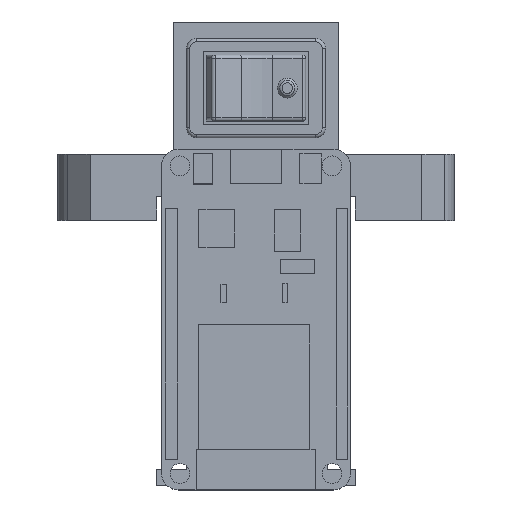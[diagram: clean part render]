
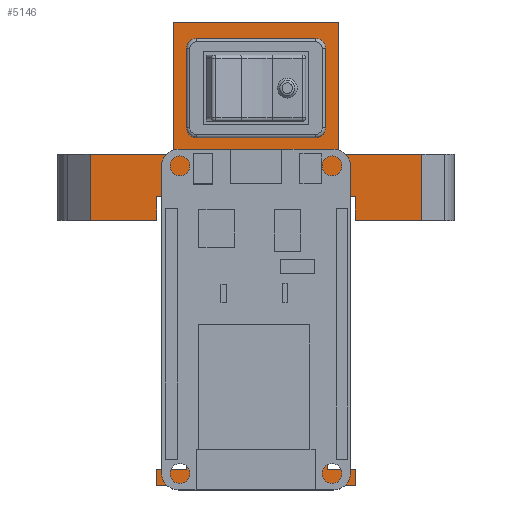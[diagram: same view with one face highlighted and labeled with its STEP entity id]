
A CAD part, top view. The second image highlights one B-rep face of the part: STEP entity #5146.
In plain terms, the highlighted planar face has unit normal (0, 0, 1).
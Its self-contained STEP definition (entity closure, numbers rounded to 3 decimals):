
#122=FACE_BOUND('',#1106,.T.);
#740=FACE_OUTER_BOUND('',#1105,.T.);
#1105=EDGE_LOOP('',(#4478,#4479,#4480,#4481,#4482,#4483,#4484,#4485,#4486,
#4487,#4488,#4489,#4490,#4491,#4492,#4493,#4494,#4495,#4496,#4497));
#1106=EDGE_LOOP('',(#4498,#4499,#4500,#4501));
#1584=LINE('',#8302,#2113);
#1588=LINE('',#8313,#2117);
#1591=LINE('',#8319,#2120);
#1594=LINE('',#8325,#2123);
#1596=LINE('',#8328,#2125);
#1597=LINE('',#8331,#2126);
#1598=LINE('',#8333,#2127);
#1599=LINE('',#8335,#2128);
#1600=LINE('',#8337,#2129);
#1601=LINE('',#8339,#2130);
#1602=LINE('',#8341,#2131);
#1603=LINE('',#8343,#2132);
#1604=LINE('',#8345,#2133);
#1605=LINE('',#8347,#2134);
#1606=LINE('',#8349,#2135);
#1607=LINE('',#8351,#2136);
#1608=LINE('',#8353,#2137);
#1609=LINE('',#8355,#2138);
#1610=LINE('',#8357,#2139);
#1611=LINE('',#8359,#2140);
#1612=LINE('',#8361,#2141);
#1613=LINE('',#8363,#2142);
#1614=LINE('',#8365,#2143);
#1615=LINE('',#8366,#2144);
#2113=VECTOR('',#6895,10.);
#2117=VECTOR('',#6903,10.);
#2120=VECTOR('',#6908,10.);
#2123=VECTOR('',#6913,10.);
#2125=VECTOR('',#6917,10.);
#2126=VECTOR('',#6920,10.);
#2127=VECTOR('',#6921,10.);
#2128=VECTOR('',#6922,10.);
#2129=VECTOR('',#6923,10.);
#2130=VECTOR('',#6924,10.);
#2131=VECTOR('',#6925,10.);
#2132=VECTOR('',#6926,10.);
#2133=VECTOR('',#6927,10.);
#2134=VECTOR('',#6928,10.);
#2135=VECTOR('',#6929,10.);
#2136=VECTOR('',#6930,10.);
#2137=VECTOR('',#6931,10.);
#2138=VECTOR('',#6932,10.);
#2139=VECTOR('',#6933,10.);
#2140=VECTOR('',#6934,10.);
#2141=VECTOR('',#6935,10.);
#2142=VECTOR('',#6936,10.);
#2143=VECTOR('',#6937,10.);
#2144=VECTOR('',#6938,10.);
#2574=VERTEX_POINT('',#8291);
#2579=VERTEX_POINT('',#8300);
#2582=VERTEX_POINT('',#8307);
#2584=VERTEX_POINT('',#8311);
#2586=VERTEX_POINT('',#8317);
#2588=VERTEX_POINT('',#8323);
#2589=VERTEX_POINT('',#8330);
#2590=VERTEX_POINT('',#8332);
#2591=VERTEX_POINT('',#8334);
#2592=VERTEX_POINT('',#8336);
#2593=VERTEX_POINT('',#8338);
#2594=VERTEX_POINT('',#8340);
#2595=VERTEX_POINT('',#8342);
#2596=VERTEX_POINT('',#8344);
#2597=VERTEX_POINT('',#8346);
#2598=VERTEX_POINT('',#8348);
#2599=VERTEX_POINT('',#8350);
#2600=VERTEX_POINT('',#8352);
#2601=VERTEX_POINT('',#8354);
#2602=VERTEX_POINT('',#8356);
#2603=VERTEX_POINT('',#8358);
#2604=VERTEX_POINT('',#8360);
#2605=VERTEX_POINT('',#8362);
#2606=VERTEX_POINT('',#8364);
#3218=EDGE_CURVE('',#2579,#2574,#1584,.T.);
#3223=EDGE_CURVE('',#2582,#2584,#1588,.T.);
#3226=EDGE_CURVE('',#2584,#2586,#1591,.T.);
#3229=EDGE_CURVE('',#2586,#2588,#1594,.T.);
#3231=EDGE_CURVE('',#2588,#2582,#1596,.T.);
#3232=EDGE_CURVE('',#2589,#2579,#1597,.T.);
#3233=EDGE_CURVE('',#2590,#2589,#1598,.T.);
#3234=EDGE_CURVE('',#2590,#2591,#1599,.T.);
#3235=EDGE_CURVE('',#2591,#2592,#1600,.T.);
#3236=EDGE_CURVE('',#2592,#2593,#1601,.T.);
#3237=EDGE_CURVE('',#2593,#2594,#1602,.T.);
#3238=EDGE_CURVE('',#2594,#2595,#1603,.T.);
#3239=EDGE_CURVE('',#2596,#2595,#1604,.T.);
#3240=EDGE_CURVE('',#2597,#2596,#1605,.T.);
#3241=EDGE_CURVE('',#2597,#2598,#1606,.T.);
#3242=EDGE_CURVE('',#2598,#2599,#1607,.T.);
#3243=EDGE_CURVE('',#2599,#2600,#1608,.T.);
#3244=EDGE_CURVE('',#2600,#2601,#1609,.T.);
#3245=EDGE_CURVE('',#2602,#2601,#1610,.T.);
#3246=EDGE_CURVE('',#2602,#2603,#1611,.T.);
#3247=EDGE_CURVE('',#2604,#2603,#1612,.T.);
#3248=EDGE_CURVE('',#2604,#2605,#1613,.T.);
#3249=EDGE_CURVE('',#2605,#2606,#1614,.T.);
#3250=EDGE_CURVE('',#2606,#2574,#1615,.T.);
#4478=ORIENTED_EDGE('',*,*,#3218,.F.);
#4479=ORIENTED_EDGE('',*,*,#3232,.F.);
#4480=ORIENTED_EDGE('',*,*,#3233,.F.);
#4481=ORIENTED_EDGE('',*,*,#3234,.T.);
#4482=ORIENTED_EDGE('',*,*,#3235,.T.);
#4483=ORIENTED_EDGE('',*,*,#3236,.T.);
#4484=ORIENTED_EDGE('',*,*,#3237,.T.);
#4485=ORIENTED_EDGE('',*,*,#3238,.T.);
#4486=ORIENTED_EDGE('',*,*,#3239,.F.);
#4487=ORIENTED_EDGE('',*,*,#3240,.F.);
#4488=ORIENTED_EDGE('',*,*,#3241,.T.);
#4489=ORIENTED_EDGE('',*,*,#3242,.T.);
#4490=ORIENTED_EDGE('',*,*,#3243,.T.);
#4491=ORIENTED_EDGE('',*,*,#3244,.T.);
#4492=ORIENTED_EDGE('',*,*,#3245,.F.);
#4493=ORIENTED_EDGE('',*,*,#3246,.T.);
#4494=ORIENTED_EDGE('',*,*,#3247,.F.);
#4495=ORIENTED_EDGE('',*,*,#3248,.T.);
#4496=ORIENTED_EDGE('',*,*,#3249,.T.);
#4497=ORIENTED_EDGE('',*,*,#3250,.T.);
#4498=ORIENTED_EDGE('',*,*,#3229,.T.);
#4499=ORIENTED_EDGE('',*,*,#3231,.T.);
#4500=ORIENTED_EDGE('',*,*,#3223,.T.);
#4501=ORIENTED_EDGE('',*,*,#3226,.T.);
#4857=PLANE('',#5619);
#5146=ADVANCED_FACE('',(#740,#122),#4857,.T.);
#5619=AXIS2_PLACEMENT_3D('',#8329,#6918,#6919);
#6895=DIRECTION('',(1.,0.,0.));
#6903=DIRECTION('',(1.,0.,0.));
#6908=DIRECTION('',(0.,-1.,0.));
#6913=DIRECTION('',(-1.,0.,0.));
#6917=DIRECTION('',(0.,1.,0.));
#6918=DIRECTION('center_axis',(0.,0.,1.));
#6919=DIRECTION('ref_axis',(1.,0.,0.));
#6920=DIRECTION('',(0.,1.,0.));
#6921=DIRECTION('',(-1.,0.,0.));
#6922=DIRECTION('',(0.,1.,0.));
#6923=DIRECTION('',(1.,0.,0.));
#6924=DIRECTION('',(0.,-1.,0.));
#6925=DIRECTION('',(-1.,0.,0.));
#6926=DIRECTION('',(0.,-1.,0.));
#6927=DIRECTION('',(-1.,0.,0.));
#6928=DIRECTION('',(0.,-1.,0.));
#6929=DIRECTION('',(-1.,0.,0.));
#6930=DIRECTION('',(0.,1.,0.));
#6931=DIRECTION('',(1.,0.,0.));
#6932=DIRECTION('',(0.,-1.,0.));
#6933=DIRECTION('',(-1.,0.,0.));
#6934=DIRECTION('',(0.,1.,0.));
#6935=DIRECTION('',(1.,0.,0.));
#6936=DIRECTION('',(0.,1.,0.));
#6937=DIRECTION('',(-1.,0.,0.));
#6938=DIRECTION('',(0.,-1.,0.));
#8291=CARTESIAN_POINT('',(12.5,10.,7.));
#8300=CARTESIAN_POINT('',(-0.071,10.,7.));
#8302=CARTESIAN_POINT('',(50.071,10.,7.));
#8307=CARTESIAN_POINT('',(15.,26.5,7.));
#8311=CARTESIAN_POINT('',(35.,26.5,7.));
#8313=CARTESIAN_POINT('',(30.,26.5,7.));
#8317=CARTESIAN_POINT('',(35.,13.5,7.));
#8319=CARTESIAN_POINT('',(35.,16.75,7.));
#8323=CARTESIAN_POINT('',(15.,13.5,7.));
#8325=CARTESIAN_POINT('',(20.,13.5,7.));
#8328=CARTESIAN_POINT('',(15.,23.25,7.));
#8329=CARTESIAN_POINT('Origin',(-0.071,0.,7.));
#8330=CARTESIAN_POINT('',(-0.071,0.,7.));
#8331=CARTESIAN_POINT('',(-0.071,0.,7.));
#8332=CARTESIAN_POINT('',(10.,0.,7.));
#8333=CARTESIAN_POINT('',(50.071,0.,7.));
#8334=CARTESIAN_POINT('',(10.,3.619,7.));
#8335=CARTESIAN_POINT('',(10.,1.81,7.));
#8336=CARTESIAN_POINT('',(14.523,3.619,7.));
#8337=CARTESIAN_POINT('',(7.226,3.619,7.));
#8338=CARTESIAN_POINT('',(14.523,-37.609,7.));
#8339=CARTESIAN_POINT('',(14.523,-18.805,7.));
#8340=CARTESIAN_POINT('',(10.,-37.609,7.));
#8341=CARTESIAN_POINT('',(4.964,-37.609,7.));
#8342=CARTESIAN_POINT('',(10.,-40.,7.));
#8343=CARTESIAN_POINT('',(10.,0.,7.));
#8344=CARTESIAN_POINT('',(40.,-40.,7.));
#8345=CARTESIAN_POINT('',(10.,-40.,7.));
#8346=CARTESIAN_POINT('',(40.,-37.609,7.));
#8347=CARTESIAN_POINT('',(40.,0.,7.));
#8348=CARTESIAN_POINT('',(35.791,-37.609,7.));
#8349=CARTESIAN_POINT('',(17.86,-37.609,7.));
#8350=CARTESIAN_POINT('',(35.791,3.619,7.));
#8351=CARTESIAN_POINT('',(35.791,1.81,7.));
#8352=CARTESIAN_POINT('',(40.,3.619,7.));
#8353=CARTESIAN_POINT('',(19.964,3.619,7.));
#8354=CARTESIAN_POINT('',(40.,0.,7.));
#8355=CARTESIAN_POINT('',(40.,-18.805,7.));
#8356=CARTESIAN_POINT('',(50.071,0.,7.));
#8357=CARTESIAN_POINT('',(50.071,0.,7.));
#8358=CARTESIAN_POINT('',(50.071,10.,7.));
#8359=CARTESIAN_POINT('',(50.071,0.,7.));
#8360=CARTESIAN_POINT('',(37.5,10.,7.));
#8361=CARTESIAN_POINT('',(50.071,10.,7.));
#8362=CARTESIAN_POINT('',(37.5,30.,7.));
#8363=CARTESIAN_POINT('',(37.5,15.,7.));
#8364=CARTESIAN_POINT('',(12.5,30.,7.));
#8365=CARTESIAN_POINT('',(25.,30.,7.));
#8366=CARTESIAN_POINT('',(12.5,15.,7.));
